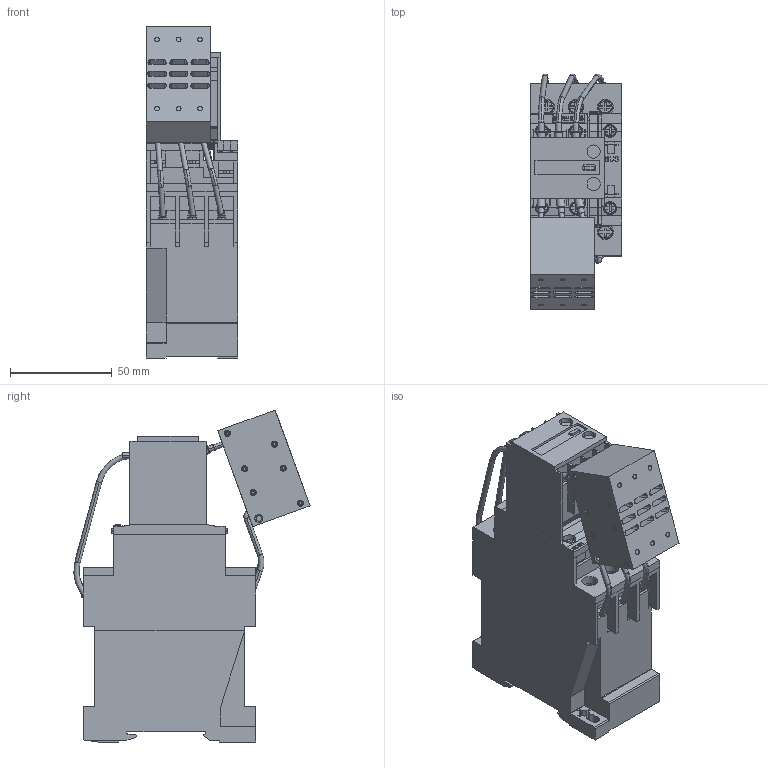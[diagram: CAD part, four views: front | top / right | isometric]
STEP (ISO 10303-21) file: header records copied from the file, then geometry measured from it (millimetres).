
FILE_DESCRIPTION(('STEP AP214'),'1');
FILE_NAME('cctmp_233D6E6A-3BB7-476F-8C5D-955204F3AC24_2023_07_24_19_19_20_0011..stp','2023-07-24T17:19:22',('SIEMENS A&D'),('CADClick - www.CADClick.com'),'Spatial InterOp 3D postprocessed',' ','unknown authorization');
FILE_SCHEMA(('AUTOMOTIVE_DESIGN'));
Length unit declared in the file: millimetre
Products named in the file (1): 2023_07_24_19_19_19_0902
Bounding box: 45 x 116.22 x 163.47 mm (x, y, z)
Volume: 382460.2 mm3; surface area: 95026.6 mm2
Topology: 1 solids, 25 shells, 2380 faces, 6382 edges, 4160 vertices
Faces by surface type: plane 1456, cylinder 637, cone 200, torus 87
Entity records: 125070 total; most frequent: CARTESIAN_POINT 14737, STYLED_ITEM 12923, PRESENTATION_STYLE_ASSIGNMENT 12923, ORIENTED_EDGE 12764, DIRECTION 12743, EDGE_CURVE 6382, CURVE_STYLE 6382, DRAUGHTING_PRE_DEFINED_CURVE_FONT 6382
